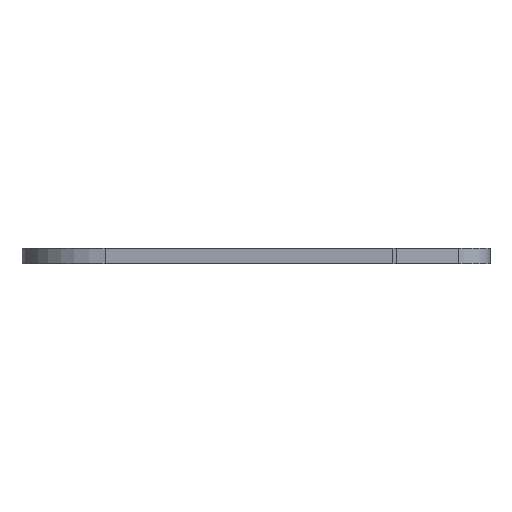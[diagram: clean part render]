
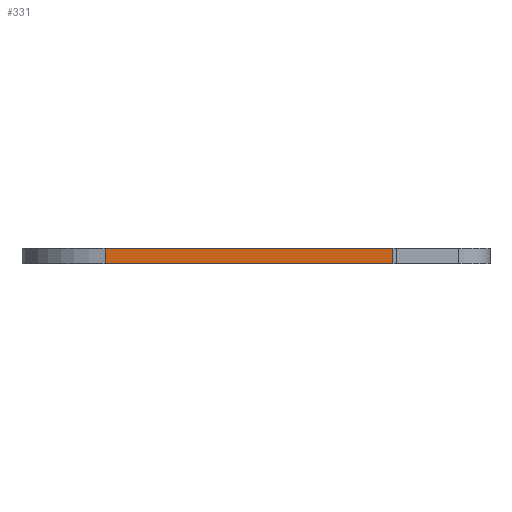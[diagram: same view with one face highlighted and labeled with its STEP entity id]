
A CAD part, left-side view. The second image highlights one B-rep face of the part: STEP entity #331.
In plain terms, the highlighted planar face has unit normal (-0.994, 0.109, 0).
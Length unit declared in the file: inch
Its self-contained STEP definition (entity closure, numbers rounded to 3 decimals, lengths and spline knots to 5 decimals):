
#62 = VERTEX_POINT ( 'NONE', #770 ) ;
#86 = ORIENTED_EDGE ( 'NONE', *, *, #680, .F. ) ;
#96 = VERTEX_POINT ( 'NONE', #172 ) ;
#141 = EDGE_CURVE ( 'NONE', #442, #1168, #846, .T. ) ;
#172 = CARTESIAN_POINT ( 'NONE',  ( -0.74552, 0.58184, 0. ) ) ;
#276 = DIRECTION ( 'NONE',  ( -0.994, 0.109, 0. ) ) ;
#301 = DIRECTION ( 'NONE',  ( -0.109, -0.994, 0. ) ) ;
#331 = ADVANCED_FACE ( 'NONE', ( #1257 ), #368, .T. ) ;
#368 = PLANE ( 'NONE',  #504 ) ;
#442 = VERTEX_POINT ( 'NONE', #1067 ) ;
#494 = ORIENTED_EDGE ( 'NONE', *, *, #141, .T. ) ;
#504 = AXIS2_PLACEMENT_3D ( 'NONE', #723, #276, #715 ) ;
#508 = LINE ( 'NONE', #1210, #1000 ) ;
#513 = EDGE_CURVE ( 'NONE', #62, #96, #508, .T. ) ;
#572 = LINE ( 'NONE', #695, #1004 ) ;
#680 = EDGE_CURVE ( 'NONE', #96, #1168, #1318, .T. ) ;
#695 = CARTESIAN_POINT ( 'NONE',  ( -0.99851, -1.72272, -0.125 ) ) ;
#715 = DIRECTION ( 'NONE',  ( -0.109, -0.994, 0. ) ) ;
#723 = CARTESIAN_POINT ( 'NONE',  ( -0.99851, -1.72272, -0.125 ) ) ;
#754 = DIRECTION ( 'NONE',  ( 0., 0., 1. ) ) ;
#770 = CARTESIAN_POINT ( 'NONE',  ( -0.74552, 0.58184, -0.125 ) ) ;
#835 = CARTESIAN_POINT ( 'NONE',  ( -0.99851, -1.72272, 0. ) ) ;
#846 = LINE ( 'NONE', #1245, #1194 ) ;
#1000 = VECTOR ( 'NONE', #754, 39.37008 ) ;
#1004 = VECTOR ( 'NONE', #1014, 39.37008 ) ;
#1014 = DIRECTION ( 'NONE',  ( -0.109, -0.994, 0. ) ) ;
#1062 = EDGE_CURVE ( 'NONE', #62, #442, #572, .T. ) ;
#1067 = CARTESIAN_POINT ( 'NONE',  ( -0.99851, -1.72272, -0.125 ) ) ;
#1156 = ORIENTED_EDGE ( 'NONE', *, *, #513, .F. ) ;
#1168 = VERTEX_POINT ( 'NONE', #835 ) ;
#1194 = VECTOR ( 'NONE', #1383, 39.37008 ) ;
#1210 = CARTESIAN_POINT ( 'NONE',  ( -0.74552, 0.58184, -0.125 ) ) ;
#1245 = CARTESIAN_POINT ( 'NONE',  ( -0.99851, -1.72272, -0.125 ) ) ;
#1257 = FACE_OUTER_BOUND ( 'NONE', #1283, .T. ) ;
#1283 = EDGE_LOOP ( 'NONE', ( #86, #1156, #1415, #494 ) ) ;
#1318 = LINE ( 'NONE', #1452, #1460 ) ;
#1383 = DIRECTION ( 'NONE',  ( 0., 0., 1. ) ) ;
#1415 = ORIENTED_EDGE ( 'NONE', *, *, #1062, .T. ) ;
#1452 = CARTESIAN_POINT ( 'NONE',  ( -0.99851, -1.72272, 0. ) ) ;
#1460 = VECTOR ( 'NONE', #301, 39.37008 ) ;
